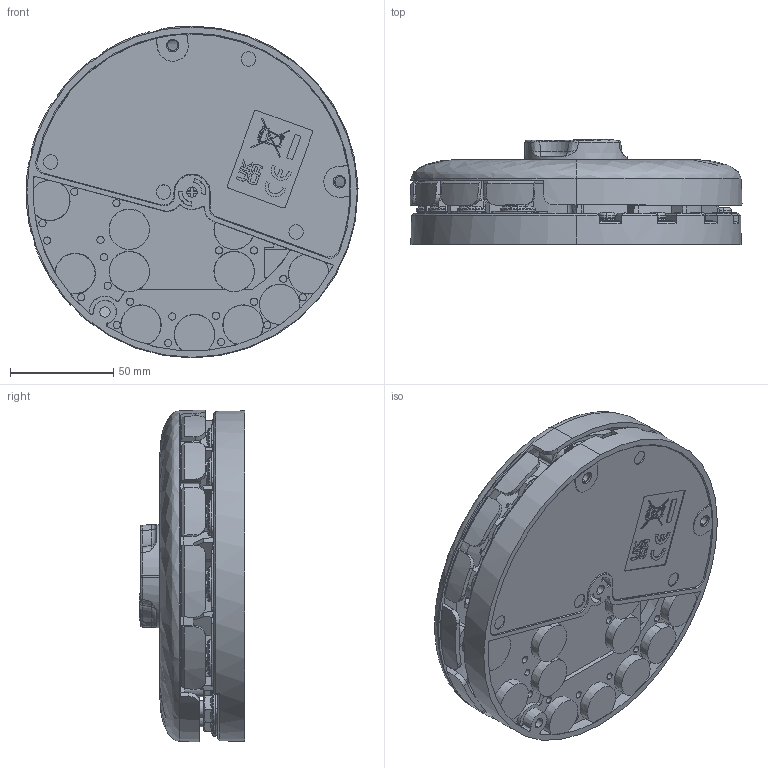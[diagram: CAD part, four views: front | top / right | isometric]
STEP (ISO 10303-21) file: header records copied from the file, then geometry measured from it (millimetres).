
FILE_DESCRIPTION (( 'STEP AP203' ), '1' );
FILE_NAME ('BF912_20220628.STEP', '2022-06-29T02:02:41', ( '' ), ( '' ), 'SwSTEP 2.0', 'SolidWorks 2016', '' );
FILE_SCHEMA (( 'CONFIG_CONTROL_DESIGN' ));
Length unit declared in the file: millimetre
Products named in the file (3): BF912_上蓋_20220628; BF912_基座_20220628; BF912_20220628
Assembly tree (2 placements, depth 2):
  BF912_20220628
    BF912_基座_20220628
    BF912_上蓋_20220628
Bounding box: 160.79 x 51 x 160.76 mm (x, y, z)
Volume: 433937.4 mm3; surface area: 168448.1 mm2
Topology: 2 solids, 16 shells, 5169 faces, 13675 edges, 8858 vertices
Faces by surface type: plane 3045, cylinder 939, bspline 709, cone 338, torus 138
Entity records: 176204 total; most frequent: CARTESIAN_POINT 53977, ORIENTED_EDGE 27350, DIRECTION 22452, EDGE_CURVE 13675, VERTEX_POINT 8858, LINE 8152, VECTOR 8152, AXIS2_PLACEMENT_3D 7150
